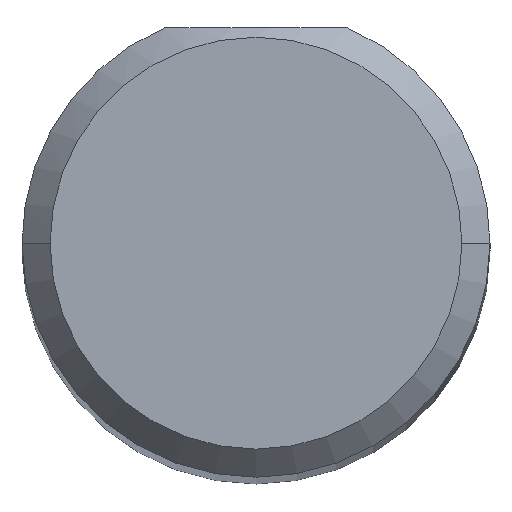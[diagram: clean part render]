
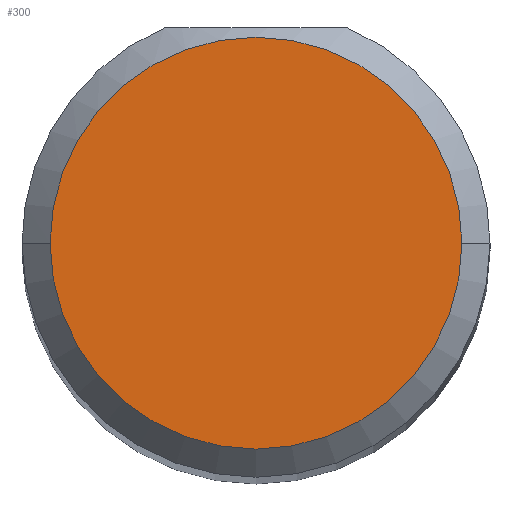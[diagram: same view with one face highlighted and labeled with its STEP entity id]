
A CAD part, top view. The second image highlights one B-rep face of the part: STEP entity #300.
In plain terms, the highlighted planar face has unit normal (0, 0, 1).
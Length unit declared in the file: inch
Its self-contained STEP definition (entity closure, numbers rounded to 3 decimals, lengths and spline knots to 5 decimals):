
#25 = CARTESIAN_POINT ( 'NONE',  ( 0.61, 0., 2.5 ) ) ;
#71 = PLANE ( 'NONE',  #207 ) ;
#102 = DIRECTION ( 'NONE',  ( 0., 0., -1. ) ) ;
#127 = AXIS2_PLACEMENT_3D ( 'NONE', #268, #102, #322 ) ;
#160 = CARTESIAN_POINT ( 'NONE',  ( 0.39, 0., 2.5 ) ) ;
#175 = EDGE_LOOP ( 'NONE', ( #269, #419 ) ) ;
#187 = EDGE_CURVE ( 'NONE', #359, #451, #296, .T. ) ;
#207 = AXIS2_PLACEMENT_3D ( 'NONE', #327, #548, #234 ) ;
#233 = EDGE_CURVE ( 'NONE', #451, #359, #544, .T. ) ;
#234 = DIRECTION ( 'NONE',  ( -1., 0., 0. ) ) ;
#268 = CARTESIAN_POINT ( 'NONE',  ( 0.5, 0., 2.5 ) ) ;
#269 = ORIENTED_EDGE ( 'NONE', *, *, #187, .F. ) ;
#296 = CIRCLE ( 'NONE', #127, 0.11 ) ;
#300 = ADVANCED_FACE ( 'NONE', ( #463 ), #71, .T. ) ;
#306 = DIRECTION ( 'NONE',  ( -1., 0., 0. ) ) ;
#322 = DIRECTION ( 'NONE',  ( -1., 0., 0. ) ) ;
#327 = CARTESIAN_POINT ( 'NONE',  ( 0.5, 0., 2.5 ) ) ;
#344 = AXIS2_PLACEMENT_3D ( 'NONE', #450, #392, #306 ) ;
#359 = VERTEX_POINT ( 'NONE', #25 ) ;
#392 = DIRECTION ( 'NONE',  ( 0., 0., -1. ) ) ;
#419 = ORIENTED_EDGE ( 'NONE', *, *, #233, .F. ) ;
#450 = CARTESIAN_POINT ( 'NONE',  ( 0.5, 0., 2.5 ) ) ;
#451 = VERTEX_POINT ( 'NONE', #160 ) ;
#463 = FACE_OUTER_BOUND ( 'NONE', #175, .T. ) ;
#544 = CIRCLE ( 'NONE', #344, 0.11 ) ;
#548 = DIRECTION ( 'NONE',  ( 0., 0., 1. ) ) ;
